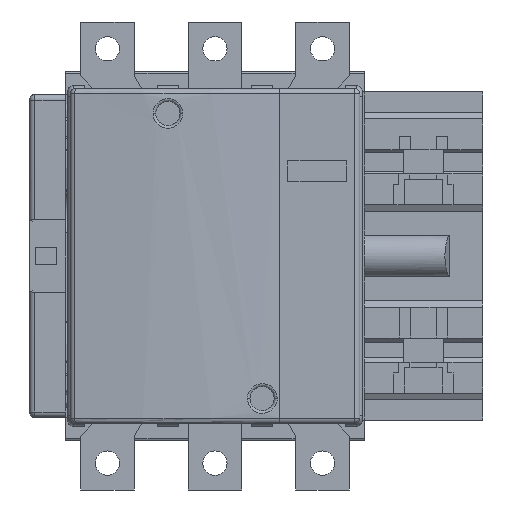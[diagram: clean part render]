
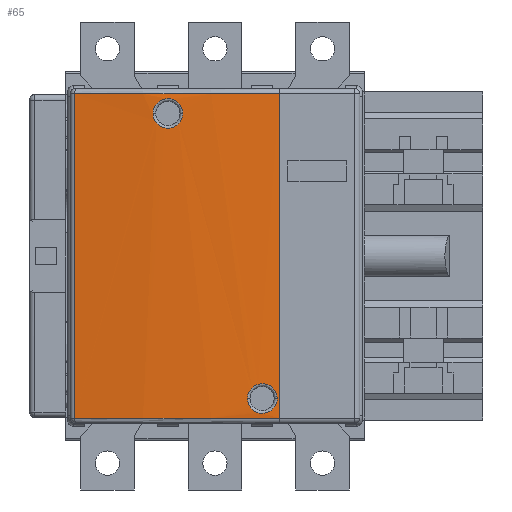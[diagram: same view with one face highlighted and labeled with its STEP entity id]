
A CAD part, front view. The second image highlights one B-rep face of the part: STEP entity #65.
In plain terms, the highlighted cylindrical face has radius 340 mm (diameter 680 mm), a partial arc.
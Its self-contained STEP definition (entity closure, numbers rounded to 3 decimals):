
#65=ADVANCED_FACE('',(#944,#945,#946),#947,.T.);
#944=FACE_OUTER_BOUND('',#2721,.T.);
#945=FACE_BOUND('',#2722,.T.);
#946=FACE_BOUND('',#2723,.T.);
#947=CYLINDRICAL_SURFACE('',#2724,340.0);
#2721=EDGE_LOOP('',(#5274,#5275,#5276,#5277));
#2722=EDGE_LOOP('',(#5278,#5279));
#2723=EDGE_LOOP('',(#5280,#5281));
#2724=AXIS2_PLACEMENT_3D('',#5282,#5283,#5284);
#5274=ORIENTED_EDGE('',*,*,#12502,.T.);
#5275=ORIENTED_EDGE('',*,*,#12484,.F.);
#5276=ORIENTED_EDGE('',*,*,#12503,.T.);
#5277=ORIENTED_EDGE('',*,*,#12501,.T.);
#5278=ORIENTED_EDGE('',*,*,#12504,.F.);
#5279=ORIENTED_EDGE('',*,*,#12505,.F.);
#5280=ORIENTED_EDGE('',*,*,#12506,.F.);
#5281=ORIENTED_EDGE('',*,*,#12507,.F.);
#5282=CARTESIAN_POINT('',(-15.0,270.32,62.265));
#5283=DIRECTION('',(-0.0,-0.0,1.0));
#5284=DIRECTION('',(1.0,0.0,0.0));
#12484=EDGE_CURVE('',#14820,#14946,#14947,.T.);
#12501=EDGE_CURVE('',#14970,#14972,#14974,.T.);
#12502=EDGE_CURVE('',#14972,#14946,#14975,.T.);
#12503=EDGE_CURVE('',#14820,#14970,#14976,.T.);
#12504=EDGE_CURVE('',#14977,#14978,#14979,.T.);
#12505=EDGE_CURVE('',#14978,#14977,#14980,.T.);
#12506=EDGE_CURVE('',#14981,#14982,#14983,.T.);
#12507=EDGE_CURVE('',#14982,#14981,#14984,.T.);
#14820=VERTEX_POINT('',#18771);
#14946=VERTEX_POINT('',#18957);
#14947=LINE('',#18958,#18959);
#14970=VERTEX_POINT('',#18999);
#14972=VERTEX_POINT('',#19001);
#14974=LINE('',#19003,#19004);
#14975=CIRCLE('',#19005,340.0);
#14976=CIRCLE('',#19006,340.0);
#14977=VERTEX_POINT('',#19007);
#14978=VERTEX_POINT('',#19008);
#14979=B_SPLINE_CURVE_WITH_KNOTS('',3,(#19009,#19010,#19011,#19012,#19013,#19014,#19015,#19016,#19017,#19018,#19019,#19020,#19021,#19022),.UNSPECIFIED.,.F.,.F.,(4,1,1,1,1,1,1,1,1,1,1,4),(0.0,1.559,3.12,4.683,6.253,7.825,9.397,10.97,12.542,14.111,15.68,17.246),.UNSPECIFIED.);
#14980=B_SPLINE_CURVE_WITH_KNOTS('',3,(#19023,#19024,#19025,#19026,#19027,#19028,#19029,#19030,#19031,#19032,#19033,#19034,#19035,#19036),.UNSPECIFIED.,.F.,.F.,(4,1,1,1,1,1,1,1,1,1,1,4),(0.0,1.56,3.121,4.684,6.253,7.824,9.397,10.97,12.542,14.111,15.68,17.246),.UNSPECIFIED.);
#14981=VERTEX_POINT('',#19037);
#14982=VERTEX_POINT('',#19038);
#14983=B_SPLINE_CURVE_WITH_KNOTS('',3,(#19039,#19040,#19041,#19042,#19043,#19044,#19045,#19046,#19047,#19048,#19049,#19050,#19051,#19052),.UNSPECIFIED.,.F.,.F.,(4,1,1,1,1,1,1,1,1,1,1,4),(0.0,1.555,3.113,4.674,6.245,7.824,9.421,11.011,12.596,14.169,15.734,17.286),.UNSPECIFIED.);
#14984=B_SPLINE_CURVE_WITH_KNOTS('',3,(#19053,#19054,#19055,#19056,#19057,#19058,#19059,#19060,#19061,#19062,#19063,#19064,#19065,#19066),.UNSPECIFIED.,.F.,.F.,(4,1,1,1,1,1,1,1,1,1,1,4),(0.0,1.553,3.12,4.688,6.27,7.87,9.467,11.057,12.621,14.172,15.73,17.286),.UNSPECIFIED.);
#18771=CARTESIAN_POINT('',(23.875,-67.45,60.265));
#18957=CARTESIAN_POINT('',(23.875,-67.45,-60.265));
#18958=CARTESIAN_POINT('',(23.875,-67.45,60.265));
#18959=VECTOR('',#24775,120.53);
#18999=CARTESIAN_POINT('',(-52.093,-67.65,60.265));
#19001=CARTESIAN_POINT('',(-52.093,-67.65,-60.265));
#19003=CARTESIAN_POINT('',(-52.093,-67.65,60.265));
#19004=VECTOR('',#24801,120.53);
#19005=AXIS2_PLACEMENT_3D('',#24802,#24803,#24804);
#19006=AXIS2_PLACEMENT_3D('',#24805,#24806,#24807);
#19007=CARTESIAN_POINT('',(-23.024,-69.585,53.));
#19008=CARTESIAN_POINT('',(-11.991,-69.666,53.));
#19009=CARTESIAN_POINT('',(-23.024,-69.585,53.));
#19010=CARTESIAN_POINT('',(-23.024,-69.585,52.48));
#19011=CARTESIAN_POINT('',(-22.874,-69.589,51.434));
#19012=CARTESIAN_POINT('',(-22.217,-69.604,49.995));
#19013=CARTESIAN_POINT('',(-21.18,-69.624,48.796));
#19014=CARTESIAN_POINT('',(-19.844,-69.646,47.935));
#19015=CARTESIAN_POINT('',(-18.316,-69.665,47.483));
#19016=CARTESIAN_POINT('',(-16.723,-69.677,47.48));
#19017=CARTESIAN_POINT('',(-15.192,-69.681,47.925));
#19018=CARTESIAN_POINT('',(-13.85,-69.679,48.782));
#19019=CARTESIAN_POINT('',(-12.805,-69.673,49.983));
#19020=CARTESIAN_POINT('',(-12.142,-69.668,51.427));
#19021=CARTESIAN_POINT('',(-11.991,-69.666,52.478));
#19022=CARTESIAN_POINT('',(-11.991,-69.666,53.));
#19023=CARTESIAN_POINT('',(-11.991,-69.666,53.));
#19024=CARTESIAN_POINT('',(-11.991,-69.666,53.52));
#19025=CARTESIAN_POINT('',(-12.141,-69.668,54.566));
#19026=CARTESIAN_POINT('',(-12.798,-69.673,56.005));
#19027=CARTESIAN_POINT('',(-13.836,-69.678,57.205));
#19028=CARTESIAN_POINT('',(-15.171,-69.681,58.066));
#19029=CARTESIAN_POINT('',(-16.699,-69.677,58.517));
#19030=CARTESIAN_POINT('',(-18.292,-69.665,58.52));
#19031=CARTESIAN_POINT('',(-19.823,-69.647,58.075));
#19032=CARTESIAN_POINT('',(-21.165,-69.625,57.218));
#19033=CARTESIAN_POINT('',(-22.21,-69.604,56.017));
#19034=CARTESIAN_POINT('',(-22.872,-69.589,54.573));
#19035=CARTESIAN_POINT('',(-23.023,-69.585,53.522));
#19036=CARTESIAN_POINT('',(-23.024,-69.585,53.));
#19037=CARTESIAN_POINT('',(12.08,-68.6,-53.));
#19038=CARTESIAN_POINT('',(23.112,-67.537,-53.));
#19039=CARTESIAN_POINT('',(12.08,-68.6,-53.));
#19040=CARTESIAN_POINT('',(12.08,-68.6,-53.518));
#19041=CARTESIAN_POINT('',(12.229,-68.588,-54.562));
#19042=CARTESIAN_POINT('',(12.882,-68.535,-55.998));
#19043=CARTESIAN_POINT('',(13.915,-68.449,-57.196));
#19044=CARTESIAN_POINT('',(15.247,-68.333,-58.06));
#19045=CARTESIAN_POINT('',(16.778,-68.193,-58.516));
#19046=CARTESIAN_POINT('',(18.382,-68.038,-58.522));
#19047=CARTESIAN_POINT('',(19.922,-67.883,-58.071));
#19048=CARTESIAN_POINT('',(21.266,-67.741,-57.207));
#19049=CARTESIAN_POINT('',(22.307,-67.627,-56.002));
#19050=CARTESIAN_POINT('',(22.963,-67.554,-54.562));
#19051=CARTESIAN_POINT('',(23.112,-67.537,-53.517));
#19052=CARTESIAN_POINT('',(23.112,-67.537,-53.));
#19053=CARTESIAN_POINT('',(23.112,-67.537,-53.));
#19054=CARTESIAN_POINT('',(23.112,-67.537,-52.482));
#19055=CARTESIAN_POINT('',(22.963,-67.554,-51.436));
#19056=CARTESIAN_POINT('',(22.307,-67.627,-49.997));
#19057=CARTESIAN_POINT('',(21.267,-67.741,-48.794));
#19058=CARTESIAN_POINT('',(19.923,-67.883,-47.929));
#19059=CARTESIAN_POINT('',(18.38,-68.039,-47.478));
#19060=CARTESIAN_POINT('',(16.769,-68.194,-47.484));
#19061=CARTESIAN_POINT('',(15.238,-68.334,-47.945));
#19062=CARTESIAN_POINT('',(13.909,-68.449,-48.81));
#19063=CARTESIAN_POINT('',(12.881,-68.535,-50.005));
#19064=CARTESIAN_POINT('',(12.229,-68.588,-51.438));
#19065=CARTESIAN_POINT('',(12.08,-68.6,-52.481));
#19066=CARTESIAN_POINT('',(12.08,-68.6,-53.));
#24775=DIRECTION('',(0.,0.,-1.));
#24801=DIRECTION('',(0.,0.,-1.0));
#24802=CARTESIAN_POINT('',(-15.0,270.32,-60.265));
#24803=DIRECTION('',(0.0,0.0,1.0));
#24804=DIRECTION('',(-0.109,-0.994,0.0));
#24805=CARTESIAN_POINT('',(-15.0,270.32,60.265));
#24806=DIRECTION('',(0.0,0.0,-1.0));
#24807=DIRECTION('',(0.114,-0.993,0.0));
